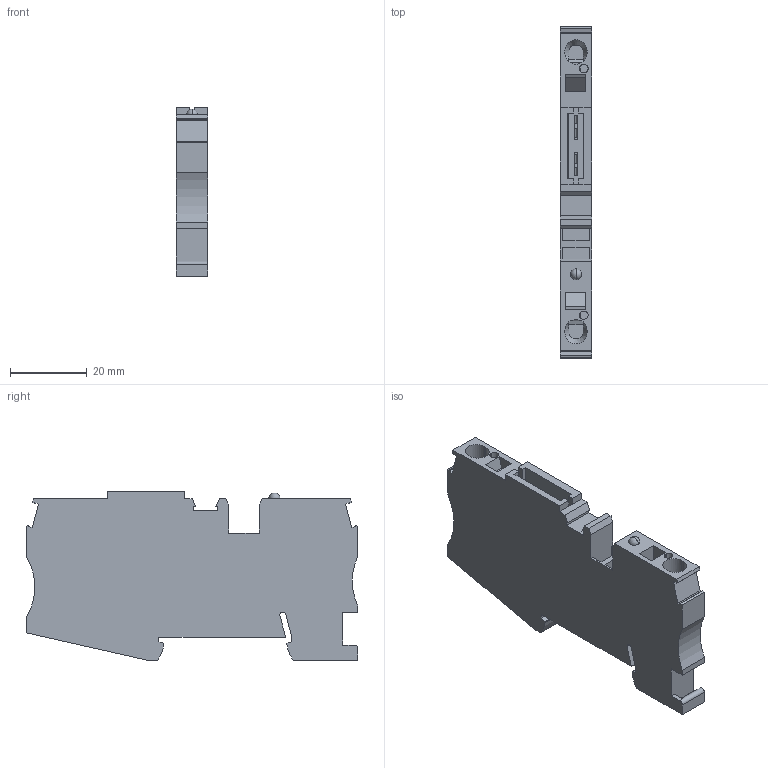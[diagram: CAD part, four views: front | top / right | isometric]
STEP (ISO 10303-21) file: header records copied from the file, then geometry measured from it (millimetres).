
FILE_DESCRIPTION(('Creo Elements/Direct Modeling STEP Export'),'2;1');
FILE_NAME('model.stp','2018-07-02T16:45:31',(''),(''),'Creo Elements/Direct Modeling STEP processor for AP214 (Solid Model)','Creo Elements/Direct Modeling 18.1I 14-Aug-2016 (C) Parametric Technology GmbH','');
FILE_SCHEMA(('AUTOMOTIVE_DESIGN { 1 0 10303 214 1 1 1 1 }'));
Length unit declared in the file: millimetre
Products named in the file (2): ST-4-FSI-C-select
Assembly tree (1 placements, depth 2):
  ST-4-FSI-C-select
    ST-4-FSI-C-select
Bounding box: 8.15 x 86.5 x 44.05 mm (x, y, z)
Volume: 23333.3 mm3; surface area: 11173.3 mm2
Topology: 1 solids, 1 shells, 210 faces, 570 edges, 375 vertices
Faces by surface type: plane 174, cylinder 28, cone 6, sphere 2
Entity records: 8741 total; most frequent: CARTESIAN_POINT 1890, ORIENTED_EDGE 1136, DIRECTION 995, EDGE_CURVE 568, VECTOR 467, LINE 467, VERTEX_POINT 375, AXIS2_PLACEMENT_3D 264
